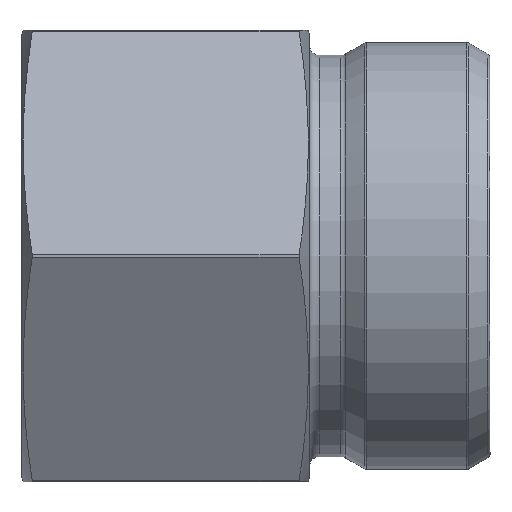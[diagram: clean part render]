
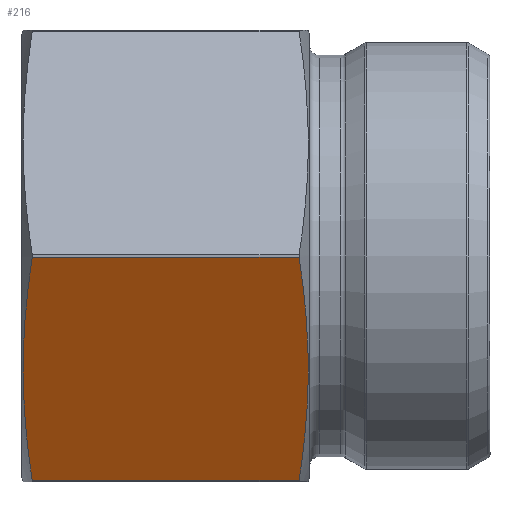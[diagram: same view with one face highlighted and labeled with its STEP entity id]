
A CAD part, front view. The second image highlights one B-rep face of the part: STEP entity #216.
In plain terms, the highlighted planar face has unit normal (0, -0.866, -0.5).
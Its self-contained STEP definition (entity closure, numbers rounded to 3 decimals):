
#216=ADVANCED_FACE('',(#264),#252,.F.);
#252=PLANE('',#613);
#264=FACE_OUTER_BOUND('',#276,.T.);
#276=EDGE_LOOP('',(#376,#377,#378,#379));
#340=LINE('',#886,#352);
#341=LINE('',#896,#353);
#352=VECTOR('',#698,1.);
#353=VECTOR('',#703,1.);
#376=ORIENTED_EDGE('',*,*,#544,.F.);
#377=ORIENTED_EDGE('',*,*,#545,.F.);
#378=ORIENTED_EDGE('',*,*,#546,.T.);
#379=ORIENTED_EDGE('',*,*,#542,.T.);
#490=VERTEX_POINT('',#885);
#491=VERTEX_POINT('',#887);
#492=VERTEX_POINT('',#895);
#493=VERTEX_POINT('',#897);
#542=EDGE_CURVE('',#491,#490,#340,.T.);
#544=EDGE_CURVE('',#492,#490,#596,.T.);
#545=EDGE_CURVE('',#493,#492,#341,.T.);
#546=EDGE_CURVE('',#493,#491,#597,.T.);
#596=B_SPLINE_CURVE_WITH_KNOTS('',3,(#890,#891,#892,#893,#894),
 .UNSPECIFIED.,.F.,.F.,(4,1,4),(0.,0.5,1.),.UNSPECIFIED.);
#597=B_SPLINE_CURVE_WITH_KNOTS('',3,(#898,#899,#900,#901,#902),
 .UNSPECIFIED.,.F.,.F.,(4,1,4),(0.,0.5,1.),.UNSPECIFIED.);
#613=AXIS2_PLACEMENT_3D('',#903,#704,#705);
#698=DIRECTION('',(-1.,0.,0.));
#703=DIRECTION('',(-1.,0.,0.));
#704=DIRECTION('',(0.,0.866,0.5));
#705=DIRECTION('',(0.,-0.5,0.866));
#885=CARTESIAN_POINT('',(1.247,-31.652,-0.177));
#886=CARTESIAN_POINT('',(57.,-31.652,-0.177));
#887=CARTESIAN_POINT('',(33.753,-31.652,-0.177));
#890=CARTESIAN_POINT('',(1.247,-15.979,-27.323));
#891=CARTESIAN_POINT('',(0.554,-18.591,-22.799));
#892=CARTESIAN_POINT('',(-0.286,-23.816,-13.75));
#893=CARTESIAN_POINT('',(0.554,-29.04,-4.701));
#894=CARTESIAN_POINT('',(1.247,-31.652,-0.177));
#895=CARTESIAN_POINT('',(1.247,-15.979,-27.323));
#896=CARTESIAN_POINT('',(57.,-15.979,-27.323));
#897=CARTESIAN_POINT('',(33.753,-15.979,-27.323));
#898=CARTESIAN_POINT('',(33.753,-15.979,-27.323));
#899=CARTESIAN_POINT('',(34.446,-18.591,-22.799));
#900=CARTESIAN_POINT('',(35.286,-23.816,-13.75));
#901=CARTESIAN_POINT('',(34.446,-29.04,-4.701));
#902=CARTESIAN_POINT('',(33.753,-31.652,-0.177));
#903=CARTESIAN_POINT('',(57.,-31.652,-0.177));
